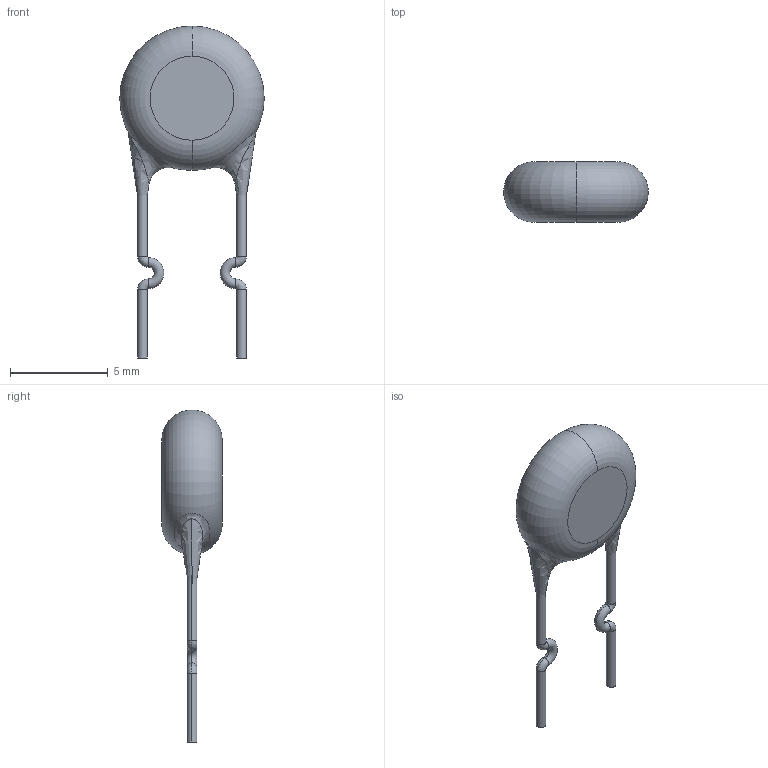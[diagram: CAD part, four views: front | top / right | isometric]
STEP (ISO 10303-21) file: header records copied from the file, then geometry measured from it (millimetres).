
FILE_DESCRIPTION((''),'2;1');
FILE_NAME('FUSR_BOURNS_MF-R_STYLE1-D7.4.stp','2013-05-14T14:56:02',(''),(''),'Mechanical Desktop 2011','Mechanical Desktop 2011',', , ');
FILE_SCHEMA(('AUTOMOTIVE_DESIGN { 1 2 10303 214 1 1 1 1 }'));
Length unit declared in the file: millimetre
Products named in the file (1): Product
Bounding box: 7.39 x 3.1 x 17 mm (x, y, z)
Volume: 120 mm3; surface area: 174.1 mm2
Topology: 3 solids, 3 shells, 34 faces, 75 edges, 50 vertices
Faces by surface type: torus 14, cylinder 8, plane 6, cone 4, bspline 2
Entity records: 1961 total; most frequent: CARTESIAN_POINT 1160, DIRECTION 178, ORIENTED_EDGE 132, AXIS2_PLACEMENT_3D 82, EDGE_CURVE 66, CIRCLE 49, VERTEX_POINT 40, EDGE_LOOP 36
